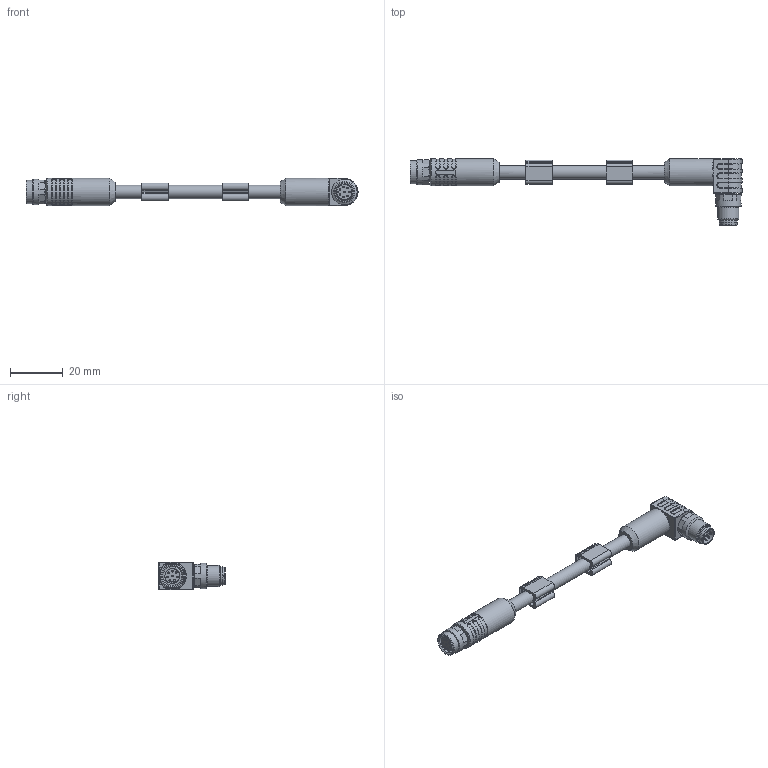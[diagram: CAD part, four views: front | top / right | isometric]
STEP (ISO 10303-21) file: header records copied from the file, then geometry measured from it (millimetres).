
FILE_DESCRIPTION(/* description */ (''),/* implementation_level */ '2;1');
FILE_NAME(/* name */ 'AL-SKPS8-m-AL-SWSPS8_S370_stp.stp',/* time_stamp */ '2023-05-31T09:51:12+02:00',/* author */ ('ESCHA GmbH & Co. KG'),/* organization */ ('ESCHA GmbH & Co. KG'),/* preprocessor_version */ 'ST-DEVELOPER v16',/* originating_system */ 'SIEMENS PLM Software NX 10.0',/* authorisation */ '');
FILE_SCHEMA (('AUTOMOTIVE_DESIGN { 1 0 10303 214 3 1 1 1 }'));
Length unit declared in the file: millimetre
Products named in the file (1): AL-SKPS8-m-AL-SWSPS8_S370_stp
Bounding box: 125.4 x 25.2 x 10.3 mm (x, y, z)
Volume: 7518.2 mm3; surface area: 5500 mm2
Topology: 1 solids, 2 shells, 481 faces, 1172 edges, 717 vertices
Faces by surface type: cylinder 188, plane 134, torus 79, bspline 47, cone 29, sphere 4
Full cylindrical faces by diameter (mm): 0.6 x8, 0.7 x8, 2 x1, 5.1 x1, 5.8 x1, 6.5 x3, 6.9 x1, 7.2 x1, 8 x1, 8.8 x1, 9.6 x2, 10.3 x2
Entity records: 14740 total; most frequent: CARTESIAN_POINT 3961, DIRECTION 2380, ORIENTED_EDGE 2118, EDGE_CURVE 1059, AXIS2_PLACEMENT_3D 1003, VERTEX_POINT 678, EDGE_LOOP 583, CIRCLE 568
